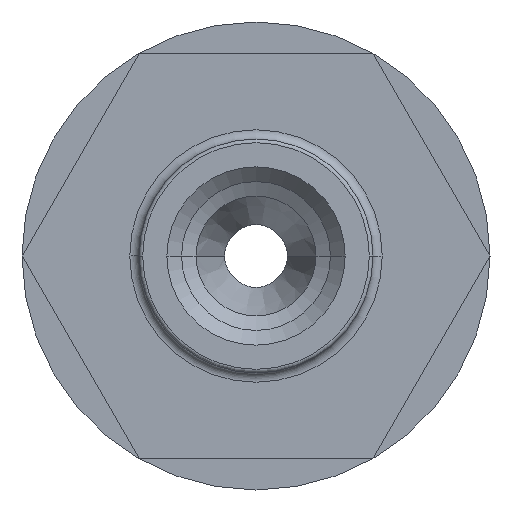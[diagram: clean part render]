
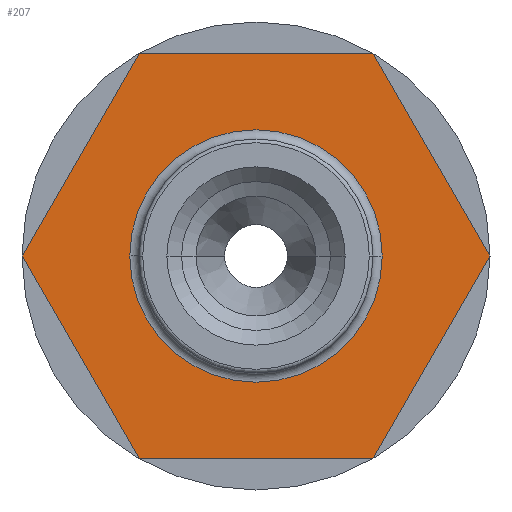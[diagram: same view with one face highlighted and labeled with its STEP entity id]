
A CAD part, front view. The second image highlights one B-rep face of the part: STEP entity #207.
In plain terms, the highlighted planar face has unit normal (0, -1, 0).
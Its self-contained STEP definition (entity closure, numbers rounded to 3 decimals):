
#207=ADVANCED_FACE('',(#292,#293),#279,.T.);
#279=PLANE('',#1178);
#292=FACE_BOUND('',#312,.T.);
#293=FACE_BOUND('',#313,.T.);
#312=EDGE_LOOP('',(#394,#395,#396,#397,#398,#399));
#313=EDGE_LOOP('',(#400,#401));
#394=ORIENTED_EDGE('',*,*,#818,.T.);
#395=ORIENTED_EDGE('',*,*,#819,.T.);
#396=ORIENTED_EDGE('',*,*,#820,.T.);
#397=ORIENTED_EDGE('',*,*,#821,.T.);
#398=ORIENTED_EDGE('',*,*,#822,.T.);
#399=ORIENTED_EDGE('',*,*,#823,.T.);
#400=ORIENTED_EDGE('',*,*,#824,.F.);
#401=ORIENTED_EDGE('',*,*,#825,.F.);
#718=VERTEX_POINT('',#1636);
#719=VERTEX_POINT('',#1637);
#720=VERTEX_POINT('',#1639);
#721=VERTEX_POINT('',#1641);
#722=VERTEX_POINT('',#1643);
#723=VERTEX_POINT('',#1645);
#724=VERTEX_POINT('',#1648);
#725=VERTEX_POINT('',#1649);
#818=EDGE_CURVE('',#718,#719,#980,.T.);
#819=EDGE_CURVE('',#719,#720,#981,.T.);
#820=EDGE_CURVE('',#720,#721,#982,.T.);
#821=EDGE_CURVE('',#721,#722,#983,.T.);
#822=EDGE_CURVE('',#722,#723,#984,.T.);
#823=EDGE_CURVE('',#723,#718,#985,.T.);
#824=EDGE_CURVE('',#724,#725,#1092,.T.);
#825=EDGE_CURVE('',#725,#724,#1093,.T.);
#980=LINE('',#1635,#1033);
#981=LINE('',#1638,#1034);
#982=LINE('',#1640,#1035);
#983=LINE('',#1642,#1036);
#984=LINE('',#1644,#1037);
#985=LINE('',#1646,#1038);
#1033=VECTOR('',#1314,1.);
#1034=VECTOR('',#1315,1.);
#1035=VECTOR('',#1316,1.);
#1036=VECTOR('',#1317,1.);
#1037=VECTOR('',#1318,1.);
#1038=VECTOR('',#1319,1.);
#1092=CIRCLE('',#1176,3.425);
#1093=CIRCLE('',#1177,3.425);
#1176=AXIS2_PLACEMENT_3D('',#1647,#1320,#1321);
#1177=AXIS2_PLACEMENT_3D('',#1650,#1322,#1323);
#1178=AXIS2_PLACEMENT_3D('',#1651,#1324,#1325);
#1314=DIRECTION('',(0.5,0.,-0.866));
#1315=DIRECTION('',(1.,0.,0.));
#1316=DIRECTION('',(0.5,0.,0.866));
#1317=DIRECTION('',(-0.5,0.,0.866));
#1318=DIRECTION('',(-1.,0.,0.));
#1319=DIRECTION('',(-0.5,0.,-0.866));
#1320=DIRECTION('',(0.,-1.,0.));
#1321=DIRECTION('',(-1.,0.,0.));
#1322=DIRECTION('',(0.,-1.,0.));
#1323=DIRECTION('',(1.,0.,0.));
#1324=DIRECTION('',(0.,-1.,0.));
#1325=DIRECTION('',(-1.,0.,0.));
#1635=CARTESIAN_POINT('',(-6.336,74.888,0.));
#1636=CARTESIAN_POINT('',(-6.336,74.888,0.));
#1637=CARTESIAN_POINT('',(-3.166,74.888,-5.49));
#1638=CARTESIAN_POINT('',(-3.166,74.888,-5.49));
#1639=CARTESIAN_POINT('',(3.173,74.888,-5.49));
#1640=CARTESIAN_POINT('',(3.173,74.888,-5.49));
#1641=CARTESIAN_POINT('',(6.343,74.888,0.));
#1642=CARTESIAN_POINT('',(6.343,74.888,0.));
#1643=CARTESIAN_POINT('',(3.173,74.888,5.49));
#1644=CARTESIAN_POINT('',(3.173,74.888,5.49));
#1645=CARTESIAN_POINT('',(-3.166,74.888,5.49));
#1646=CARTESIAN_POINT('',(-3.166,74.888,5.49));
#1647=CARTESIAN_POINT('',(0.,74.888,0.));
#1648=CARTESIAN_POINT('',(-3.425,74.888,0.));
#1649=CARTESIAN_POINT('',(3.425,74.888,0.));
#1650=CARTESIAN_POINT('',(0.,74.888,0.));
#1651=CARTESIAN_POINT('',(0.,74.888,0.));
